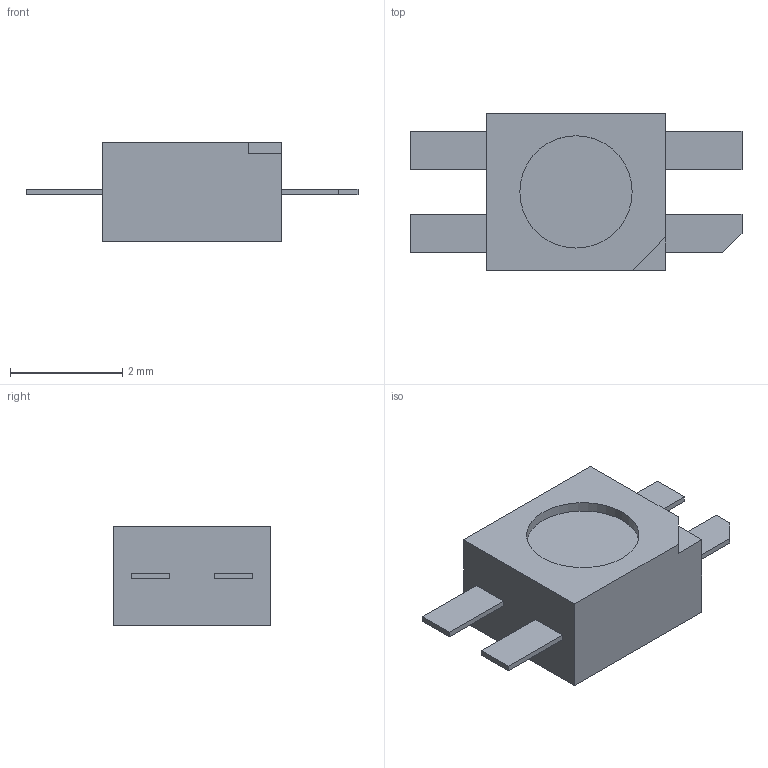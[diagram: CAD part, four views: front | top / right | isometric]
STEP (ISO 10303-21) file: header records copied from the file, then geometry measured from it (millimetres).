
FILE_DESCRIPTION(('FreeCAD Model'),'2;1');
FILE_NAME('SK6812MINI-E.step', '2020-12-22T21:45:51',('Author'),(''), 'Open CASCADE STEP processor 6.8','FreeCAD','Unknown');
FILE_SCHEMA(('AUTOMOTIVE_DESIGN_CC2 { 1 2 10303 214 -1 1 5 4 }'));
Length unit declared in the file: millimetre
Products named in the file (5): Cut001; Pad003; Pad005; Pad006; Cut002
Bounding box: 5.91 x 2.8 x 1.78 mm (x, y, z)
Volume: 15.7 mm3; surface area: 49.2 mm2
Topology: 5 solids, 5 shells, 35 faces, 72 edges, 48 vertices
Faces by surface type: plane 34, cylinder 1
Full cylindrical faces by diameter (mm): 2 x1
Entity records: 1940 total; most frequent: CARTESIAN_POINT 306, DIRECTION 289, LINE 212, VECTOR 212, ORIENTED_EDGE 144, PCURVE 144, DEFINITIONAL_REPRESENTATION 144, EDGE_CURVE 72
